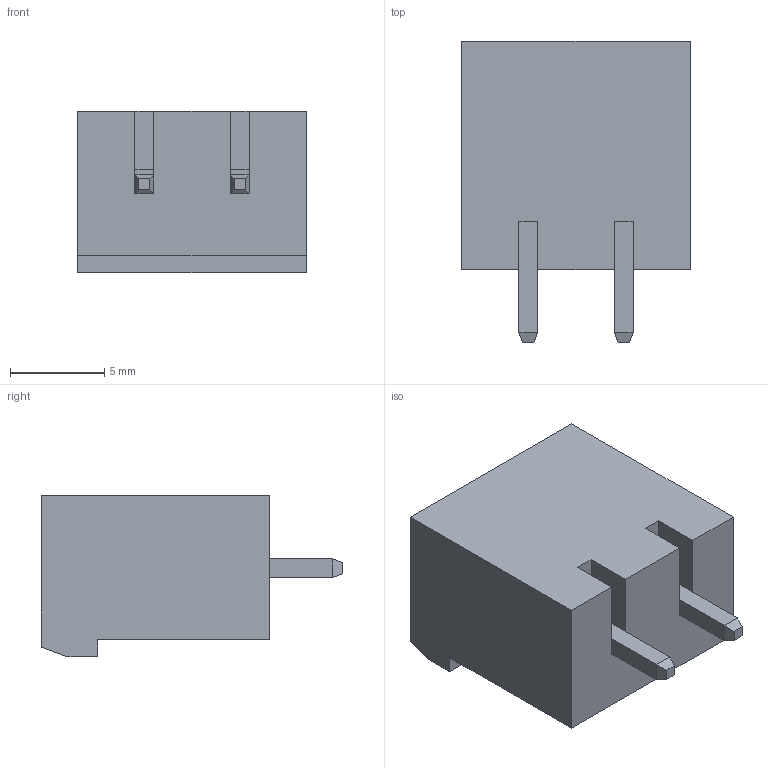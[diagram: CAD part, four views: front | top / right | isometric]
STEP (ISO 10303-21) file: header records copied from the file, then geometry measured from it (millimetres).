
FILE_DESCRIPTION (( 'STEP AP214' ), '1' );
FILE_NAME ('1755736.STEP', '2024-03-12T14:14:23', ( '' ), ( '' ), 'SwSTEP 2.0', 'SolidWorks 2021', '' );
FILE_SCHEMA (( 'AUTOMOTIVE_DESIGN' ));
Length unit declared in the file: millimetre
Products named in the file (3): 1755736; MSTBVA 2,5_xx-G-5,08 green_2; Pin
Assembly tree (3 placements, depth 2):
  1755736
    MSTBVA 2,5_xx-G-5,08 green_2
    Pin  x2
Bounding box: 12.16 x 16.05 x 8.57 mm (x, y, z)
Volume: 622 mm3; surface area: 1156.3 mm2
Topology: 3 solids, 3 shells, 128 faces, 343 edges, 220 vertices
Faces by surface type: plane 100, cylinder 23, cone 5
Entity records: 3720 total; most frequent: CARTESIAN_POINT 639, ORIENTED_EDGE 630, DIRECTION 614, EDGE_CURVE 315, LINE 256, VECTOR 256, VERTEX_POINT 204, AXIS2_PLACEMENT_3D 179
